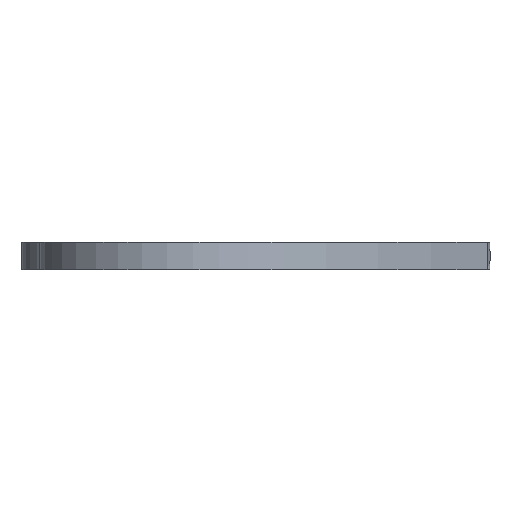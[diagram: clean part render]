
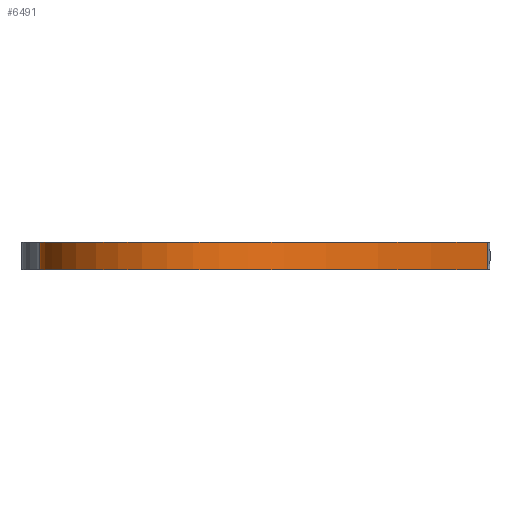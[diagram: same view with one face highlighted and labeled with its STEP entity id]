
A CAD part, left-side view. The second image highlights one B-rep face of the part: STEP entity #6491.
In plain terms, the highlighted free-form (B-spline) face has degree [5, 1] with [25, 2] control points.
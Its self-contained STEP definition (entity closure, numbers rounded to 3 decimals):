
#94=(
BOUNDED_CURVE()
B_SPLINE_CURVE(5,(#7744,#7745,#7746,#7747,#7748,#7749,#7750,#7751,#7752,
#7753,#7754,#7755,#7756,#7757,#7758,#7759,#7760,#7761,#7762,#7763,#7764,
#7765,#7766,#7767,#7768),.UNSPECIFIED.,.F.,.F.)
B_SPLINE_CURVE_WITH_KNOTS((6,1,1,1,1,1,1,1,1,1,1,1,1,1,1,1,1,1,1,1,6),(0.01,
0.05,0.1,0.15,0.2,0.25,0.3,0.35,0.4,0.45,0.5,0.55,0.6,0.65,0.7,0.75,0.8,
0.85,0.9,0.95,1.),.UNSPECIFIED.)
CURVE()
GEOMETRIC_REPRESENTATION_ITEM()
RATIONAL_B_SPLINE_CURVE((1.,1.,1.,1.,1.,1.,1.,1.,1.,1.,1.,1.,1.,1.,1.,1.,
1.,1.,1.,1.,1.,1.,1.,1.,1.))
REPRESENTATION_ITEM('')
);
#95=(
BOUNDED_CURVE()
B_SPLINE_CURVE(5,(#7771,#7772,#7773,#7774,#7775,#7776,#7777,#7778,#7779,
#7780,#7781,#7782,#7783,#7784,#7785,#7786,#7787,#7788,#7789,#7790,#7791,
#7792,#7793,#7794,#7795),.UNSPECIFIED.,.F.,.F.)
B_SPLINE_CURVE_WITH_KNOTS((6,1,1,1,1,1,1,1,1,1,1,1,1,1,1,1,1,1,1,1,6),(0.01,
0.05,0.1,0.15,0.2,0.25,0.3,0.35,0.4,0.45,0.5,0.55,0.6,0.65,0.7,0.75,0.8,
0.85,0.9,0.95,1.),.UNSPECIFIED.)
CURVE()
GEOMETRIC_REPRESENTATION_ITEM()
RATIONAL_B_SPLINE_CURVE((1.,1.,1.,1.,1.,1.,1.,1.,1.,1.,1.,1.,1.,1.,1.,1.,
1.,1.,1.,1.,1.,1.,1.,1.,1.))
REPRESENTATION_ITEM('')
);
#108=(
BOUNDED_SURFACE()
B_SPLINE_SURFACE(5,1,((#7693,#7694),(#7695,#7696),(#7697,#7698),(#7699,
#7700),(#7701,#7702),(#7703,#7704),(#7705,#7706),(#7707,#7708),(#7709,#7710),
(#7711,#7712),(#7713,#7714),(#7715,#7716),(#7717,#7718),(#7719,#7720),(#7721,
#7722),(#7723,#7724),(#7725,#7726),(#7727,#7728),(#7729,#7730),(#7731,#7732),
(#7733,#7734),(#7735,#7736),(#7737,#7738),(#7739,#7740),(#7741,#7742)),
 .UNSPECIFIED.,.F.,.F.,.F.)
B_SPLINE_SURFACE_WITH_KNOTS((6,1,1,1,1,1,1,1,1,1,1,1,1,1,1,1,1,1,1,1,6),
(2,2),(0.,0.05,0.1,0.15,0.2,0.25,0.3,0.35,0.4,0.45,0.5,0.55,0.6,0.65,0.7,
0.75,0.8,0.85,0.9,0.95,1.),(0.,0.3),.UNSPECIFIED.)
GEOMETRIC_REPRESENTATION_ITEM()
RATIONAL_B_SPLINE_SURFACE(((1.,1.),(1.,1.),(1.,1.),(1.,1.),(1.,1.),(1.,
1.),(1.,1.),(1.,1.),(1.,1.),(1.,1.),(1.,1.),(1.,1.),(1.,1.),(1.,1.),(1.,
1.),(1.,1.),(1.,1.),(1.,1.),(1.,1.),(1.,1.),(1.,1.),(1.,1.),(1.,1.),(1.,
1.),(1.,1.)))
REPRESENTATION_ITEM('')
SURFACE()
);
#118=B_SPLINE_CURVE_WITH_KNOTS('',3,(#7689,#7690,#7691,#7692),
 .UNSPECIFIED.,.F.,.F.,(4,4),(0.,0.3),.UNSPECIFIED.);
#1052=FACE_OUTER_BOUND('',#1432,.T.);
#1432=EDGE_LOOP('',(#4409,#4410,#4411,#4412));
#1845=LINE('',#7770,#2218);
#2218=VECTOR('',#7060,12.);
#2646=VERTEX_POINT('',#7667);
#2649=VERTEX_POINT('',#7681);
#2650=VERTEX_POINT('',#7743);
#2651=VERTEX_POINT('',#7769);
#3354=EDGE_CURVE('',#2649,#2646,#118,.T.);
#3355=EDGE_CURVE('',#2649,#2650,#94,.T.);
#3356=EDGE_CURVE('',#2650,#2651,#1845,.T.);
#3357=EDGE_CURVE('',#2646,#2651,#95,.T.);
#4409=ORIENTED_EDGE('',*,*,#3354,.F.);
#4410=ORIENTED_EDGE('',*,*,#3355,.T.);
#4411=ORIENTED_EDGE('',*,*,#3356,.T.);
#4412=ORIENTED_EDGE('',*,*,#3357,.F.);
#6491=ADVANCED_FACE('',(#1052),#108,.T.);
#7060=DIRECTION('',(0.,0.,-1.));
#7667=CARTESIAN_POINT('',(-3.159,-4.619,-3.56));
#7681=CARTESIAN_POINT('',(-3.159,-4.619,0.04));
#7689=CARTESIAN_POINT('Ctrl Pts',(-3.159,-4.619,0.04));
#7690=CARTESIAN_POINT('Ctrl Pts',(-3.159,-4.619,-1.16));
#7691=CARTESIAN_POINT('Ctrl Pts',(-3.159,-4.619,-2.36));
#7692=CARTESIAN_POINT('Ctrl Pts',(-3.159,-4.619,-3.56));
#7693=CARTESIAN_POINT('Ctrl Pts',(-1.954,-5.312,0.04));
#7694=CARTESIAN_POINT('Ctrl Pts',(-1.954,-5.312,-3.56));
#7695=CARTESIAN_POINT('Ctrl Pts',(-3.19,-4.607,0.04));
#7696=CARTESIAN_POINT('Ctrl Pts',(-3.19,-4.607,-3.56));
#7697=CARTESIAN_POINT('Ctrl Pts',(-5.616,-3.192,0.04));
#7698=CARTESIAN_POINT('Ctrl Pts',(-5.616,-3.192,-3.56));
#7699=CARTESIAN_POINT('Ctrl Pts',(-9.114,-1.052,0.04));
#7700=CARTESIAN_POINT('Ctrl Pts',(-9.114,-1.052,-3.56));
#7701=CARTESIAN_POINT('Ctrl Pts',(-13.498,1.837,0.04));
#7702=CARTESIAN_POINT('Ctrl Pts',(-13.498,1.837,-3.56));
#7703=CARTESIAN_POINT('Ctrl Pts',(-18.5,5.506,0.04));
#7704=CARTESIAN_POINT('Ctrl Pts',(-18.5,5.506,-3.56));
#7705=CARTESIAN_POINT('Ctrl Pts',(-23.007,9.235,0.04));
#7706=CARTESIAN_POINT('Ctrl Pts',(-23.007,9.235,-3.56));
#7707=CARTESIAN_POINT('Ctrl Pts',(-26.993,13.024,0.04));
#7708=CARTESIAN_POINT('Ctrl Pts',(-26.993,13.024,-3.56));
#7709=CARTESIAN_POINT('Ctrl Pts',(-30.424,16.872,0.04));
#7710=CARTESIAN_POINT('Ctrl Pts',(-30.424,16.872,-3.56));
#7711=CARTESIAN_POINT('Ctrl Pts',(-33.257,20.777,0.04));
#7712=CARTESIAN_POINT('Ctrl Pts',(-33.257,20.777,-3.56));
#7713=CARTESIAN_POINT('Ctrl Pts',(-35.44,24.737,0.04));
#7714=CARTESIAN_POINT('Ctrl Pts',(-35.44,24.737,-3.56));
#7715=CARTESIAN_POINT('Ctrl Pts',(-36.917,28.743,0.04));
#7716=CARTESIAN_POINT('Ctrl Pts',(-36.917,28.743,-3.56));
#7717=CARTESIAN_POINT('Ctrl Pts',(-37.641,32.772,0.04));
#7718=CARTESIAN_POINT('Ctrl Pts',(-37.641,32.772,-3.56));
#7719=CARTESIAN_POINT('Ctrl Pts',(-37.584,36.777,0.04));
#7720=CARTESIAN_POINT('Ctrl Pts',(-37.584,36.777,-3.56));
#7721=CARTESIAN_POINT('Ctrl Pts',(-36.75,40.68,0.04));
#7722=CARTESIAN_POINT('Ctrl Pts',(-36.75,40.68,-3.56));
#7723=CARTESIAN_POINT('Ctrl Pts',(-35.192,44.358,0.04));
#7724=CARTESIAN_POINT('Ctrl Pts',(-35.192,44.358,-3.56));
#7725=CARTESIAN_POINT('Ctrl Pts',(-33.,47.655,0.04));
#7726=CARTESIAN_POINT('Ctrl Pts',(-33.,47.655,-3.56));
#7727=CARTESIAN_POINT('Ctrl Pts',(-30.28,50.412,0.04));
#7728=CARTESIAN_POINT('Ctrl Pts',(-30.28,50.412,-3.56));
#7729=CARTESIAN_POINT('Ctrl Pts',(-27.136,52.487,0.04));
#7730=CARTESIAN_POINT('Ctrl Pts',(-27.136,52.487,-3.56));
#7731=CARTESIAN_POINT('Ctrl Pts',(-23.651,53.78,0.04));
#7732=CARTESIAN_POINT('Ctrl Pts',(-23.651,53.78,-3.56));
#7733=CARTESIAN_POINT('Ctrl Pts',(-19.874,54.244,0.04));
#7734=CARTESIAN_POINT('Ctrl Pts',(-19.874,54.244,-3.56));
#7735=CARTESIAN_POINT('Ctrl Pts',(-16.641,53.939,0.04));
#7736=CARTESIAN_POINT('Ctrl Pts',(-16.641,53.939,-3.56));
#7737=CARTESIAN_POINT('Ctrl Pts',(-14.103,53.333,0.04));
#7738=CARTESIAN_POINT('Ctrl Pts',(-14.103,53.333,-3.56));
#7739=CARTESIAN_POINT('Ctrl Pts',(-12.36,52.761,0.04));
#7740=CARTESIAN_POINT('Ctrl Pts',(-12.36,52.761,-3.56));
#7741=CARTESIAN_POINT('Ctrl Pts',(-11.476,52.433,0.04));
#7742=CARTESIAN_POINT('Ctrl Pts',(-11.476,52.433,-3.56));
#7743=CARTESIAN_POINT('',(-11.476,52.433,0.04));
#7744=CARTESIAN_POINT('Ctrl Pts',(-3.159,-4.619,0.04));
#7745=CARTESIAN_POINT('Ctrl Pts',(-4.137,-4.05,0.04));
#7746=CARTESIAN_POINT('Ctrl Pts',(-6.3,-2.771,0.04));
#7747=CARTESIAN_POINT('Ctrl Pts',(-9.544,-0.768,
0.04));
#7748=CARTESIAN_POINT('Ctrl Pts',(-13.695,1.981,0.04));
#7749=CARTESIAN_POINT('Ctrl Pts',(-18.5,5.506,0.04));
#7750=CARTESIAN_POINT('Ctrl Pts',(-23.007,9.235,0.04));
#7751=CARTESIAN_POINT('Ctrl Pts',(-26.993,13.024,0.04));
#7752=CARTESIAN_POINT('Ctrl Pts',(-30.424,16.872,0.04));
#7753=CARTESIAN_POINT('Ctrl Pts',(-33.257,20.777,0.04));
#7754=CARTESIAN_POINT('Ctrl Pts',(-35.44,24.737,0.04));
#7755=CARTESIAN_POINT('Ctrl Pts',(-36.917,28.743,0.04));
#7756=CARTESIAN_POINT('Ctrl Pts',(-37.641,32.772,0.04));
#7757=CARTESIAN_POINT('Ctrl Pts',(-37.584,36.777,0.04));
#7758=CARTESIAN_POINT('Ctrl Pts',(-36.75,40.68,0.04));
#7759=CARTESIAN_POINT('Ctrl Pts',(-35.192,44.358,0.04));
#7760=CARTESIAN_POINT('Ctrl Pts',(-33.,47.655,0.04));
#7761=CARTESIAN_POINT('Ctrl Pts',(-30.28,50.412,0.04));
#7762=CARTESIAN_POINT('Ctrl Pts',(-27.136,52.487,0.04));
#7763=CARTESIAN_POINT('Ctrl Pts',(-23.651,53.78,0.04));
#7764=CARTESIAN_POINT('Ctrl Pts',(-19.874,54.244,0.04));
#7765=CARTESIAN_POINT('Ctrl Pts',(-16.641,53.939,0.04));
#7766=CARTESIAN_POINT('Ctrl Pts',(-14.103,53.333,0.04));
#7767=CARTESIAN_POINT('Ctrl Pts',(-12.36,52.761,0.04));
#7768=CARTESIAN_POINT('Ctrl Pts',(-11.476,52.433,0.04));
#7769=CARTESIAN_POINT('',(-11.476,52.433,-3.56));
#7770=CARTESIAN_POINT('',(-11.476,52.433,0.04));
#7771=CARTESIAN_POINT('Ctrl Pts',(-3.159,-4.619,-3.56));
#7772=CARTESIAN_POINT('Ctrl Pts',(-4.137,-4.05,-3.56));
#7773=CARTESIAN_POINT('Ctrl Pts',(-6.3,-2.771,-3.56));
#7774=CARTESIAN_POINT('Ctrl Pts',(-9.544,-0.768,
-3.56));
#7775=CARTESIAN_POINT('Ctrl Pts',(-13.695,1.981,-3.56));
#7776=CARTESIAN_POINT('Ctrl Pts',(-18.5,5.506,-3.56));
#7777=CARTESIAN_POINT('Ctrl Pts',(-23.007,9.235,-3.56));
#7778=CARTESIAN_POINT('Ctrl Pts',(-26.993,13.024,-3.56));
#7779=CARTESIAN_POINT('Ctrl Pts',(-30.424,16.872,-3.56));
#7780=CARTESIAN_POINT('Ctrl Pts',(-33.257,20.777,-3.56));
#7781=CARTESIAN_POINT('Ctrl Pts',(-35.44,24.737,-3.56));
#7782=CARTESIAN_POINT('Ctrl Pts',(-36.917,28.743,-3.56));
#7783=CARTESIAN_POINT('Ctrl Pts',(-37.641,32.772,-3.56));
#7784=CARTESIAN_POINT('Ctrl Pts',(-37.584,36.777,-3.56));
#7785=CARTESIAN_POINT('Ctrl Pts',(-36.75,40.68,-3.56));
#7786=CARTESIAN_POINT('Ctrl Pts',(-35.192,44.358,-3.56));
#7787=CARTESIAN_POINT('Ctrl Pts',(-33.,47.655,-3.56));
#7788=CARTESIAN_POINT('Ctrl Pts',(-30.28,50.412,-3.56));
#7789=CARTESIAN_POINT('Ctrl Pts',(-27.136,52.487,-3.56));
#7790=CARTESIAN_POINT('Ctrl Pts',(-23.651,53.78,-3.56));
#7791=CARTESIAN_POINT('Ctrl Pts',(-19.874,54.244,-3.56));
#7792=CARTESIAN_POINT('Ctrl Pts',(-16.641,53.939,-3.56));
#7793=CARTESIAN_POINT('Ctrl Pts',(-14.103,53.333,-3.56));
#7794=CARTESIAN_POINT('Ctrl Pts',(-12.36,52.761,-3.56));
#7795=CARTESIAN_POINT('Ctrl Pts',(-11.476,52.433,-3.56));
